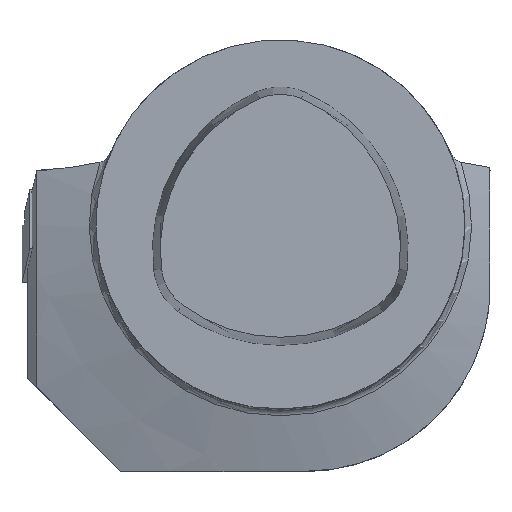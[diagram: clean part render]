
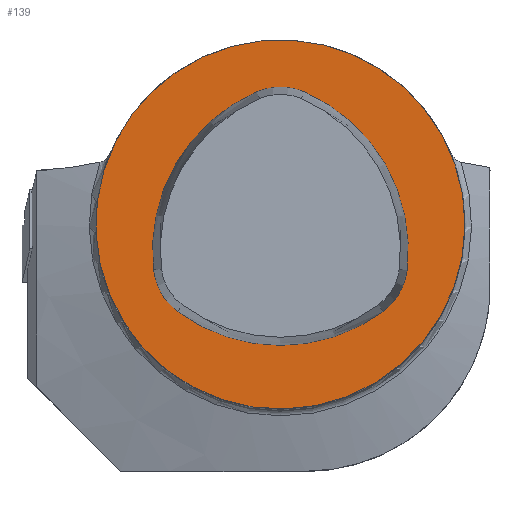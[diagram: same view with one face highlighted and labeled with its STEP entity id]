
A CAD part, top view. The second image highlights one B-rep face of the part: STEP entity #139.
In plain terms, the highlighted planar face has unit normal (0, 0, 1).
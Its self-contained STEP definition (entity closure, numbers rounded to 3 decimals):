
#96=CIRCLE('',#1036,25.);
#139=ADVANCED_FACE('',(#234),#188,.T.);
#188=PLANE('',#1041);
#234=FACE_OUTER_BOUND('',#293,.T.);
#293=EDGE_LOOP('',(#479));
#479=ORIENTED_EDGE('',*,*,#753,.T.);
#642=VERTEX_POINT('',#1581);
#753=EDGE_CURVE('',#642,#642,#96,.T.);
#1036=AXIS2_PLACEMENT_3D('',#1580,#1240,#1241);
#1041=AXIS2_PLACEMENT_3D('',#1592,#1252,#1253);
#1240=DIRECTION('',(0.,0.,1.));
#1241=DIRECTION('',(1.,0.,0.));
#1252=DIRECTION('',(0.,0.,1.));
#1253=DIRECTION('',(-1.,0.,0.));
#1580=CARTESIAN_POINT('',(0.,0.,0.));
#1581=CARTESIAN_POINT('',(25.,0.,0.));
#1592=CARTESIAN_POINT('',(0.,0.,0.));
